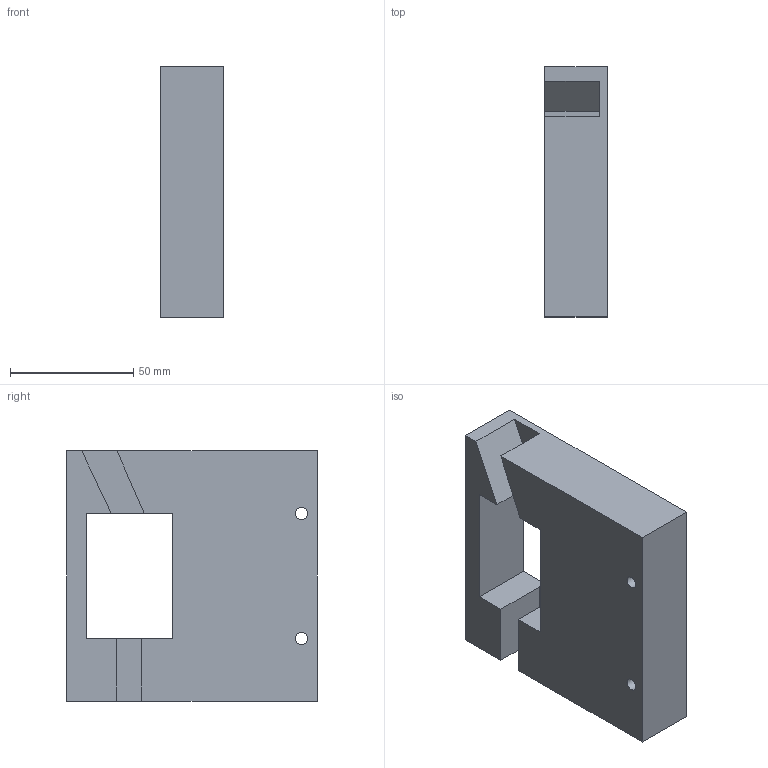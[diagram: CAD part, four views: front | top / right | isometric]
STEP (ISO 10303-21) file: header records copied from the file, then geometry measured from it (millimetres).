
FILE_DESCRIPTION(/* description */ (''),/* implementation_level */ '2;1');
FILE_NAME(/* name */ 'Al thermal core.stp',/* time_stamp */ '2024-08-21T09:27:06-04:00',/* author */ ('pab2'),/* organization */ (''),/* preprocessor_version */ 'ST-DEVELOPER v20',/* originating_system */ 'Autodesk Inventor 2024',/* authorisation */ '');
FILE_SCHEMA (('AUTOMOTIVE_DESIGN { 1 0 10303 214 3 1 1 }'));
Length unit declared in the file: inch
Products named in the file (1): Al thermal core
Bounding box: 25.4 x 101.6 x 101.6 mm (x, y, z)
Volume: 202485.9 mm3; surface area: 33788.1 mm2
Topology: 1 solids, 1 shells, 19 faces, 80 edges, 91 vertices
Faces by surface type: plane 17, cylinder 2
Full cylindrical faces by diameter (mm): 4.978 x2
Entity records: 788 total; most frequent: CARTESIAN_POINT 165, ORIENTED_EDGE 108, DIRECTION 98, EDGE_CURVE 54, LINE 50, VECTOR 50, VERTEX_POINT 36, POLYLINE 26
